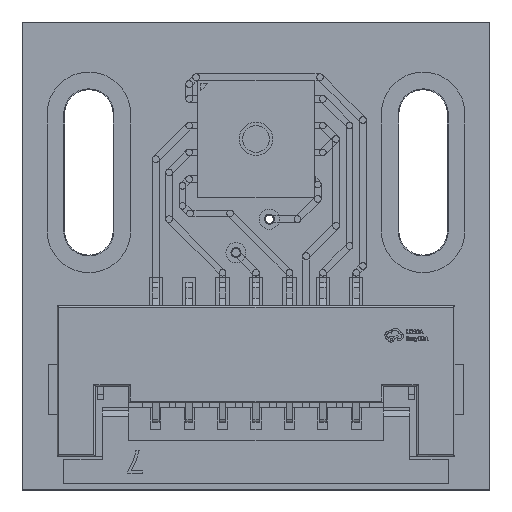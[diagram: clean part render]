
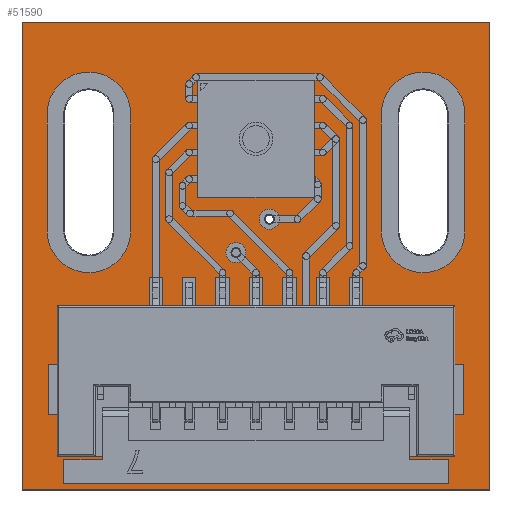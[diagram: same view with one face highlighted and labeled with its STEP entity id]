
A CAD part, top view. The second image highlights one B-rep face of the part: STEP entity #51590.
In plain terms, the highlighted planar face has unit normal (0, 0, 1).
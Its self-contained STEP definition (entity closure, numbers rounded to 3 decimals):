
#51373 = VERTEX_POINT('',#51374);
#51374 = CARTESIAN_POINT('',(7.,-10.5,0.8));
#51380 = EDGE_CURVE('',#51373,#51381,#51383,.T.);
#51381 = VERTEX_POINT('',#51382);
#51382 = CARTESIAN_POINT('',(-7.,-10.5,0.8));
#51383 = LINE('',#51384,#51385);
#51384 = CARTESIAN_POINT('',(7.,-10.5,0.8));
#51385 = VECTOR('',#51386,1.);
#51386 = DIRECTION('',(-1.,0.,0.));
#51413 = VERTEX_POINT('',#51414);
#51414 = CARTESIAN_POINT('',(7.,3.5,0.8));
#51420 = EDGE_CURVE('',#51413,#51373,#51421,.T.);
#51421 = LINE('',#51422,#51423);
#51422 = CARTESIAN_POINT('',(7.,3.5,0.8));
#51423 = VECTOR('',#51424,1.);
#51424 = DIRECTION('',(0.,-1.,0.));
#51442 = EDGE_CURVE('',#51381,#51443,#51445,.T.);
#51443 = VERTEX_POINT('',#51444);
#51444 = CARTESIAN_POINT('',(-7.,3.5,0.8));
#51445 = LINE('',#51446,#51447);
#51446 = CARTESIAN_POINT('',(-7.,-10.5,0.8));
#51447 = VECTOR('',#51448,1.);
#51448 = DIRECTION('',(0.,1.,0.));
#51590 = ADVANCED_FACE('',(#51591,#51602,#51613,#51624,#51660,#51671),
  #51707,.T.);
#51591 = FACE_BOUND('',#51592,.T.);
#51592 = EDGE_LOOP('',(#51593,#51594,#51595,#51601));
#51593 = ORIENTED_EDGE('',*,*,#51380,.F.);
#51594 = ORIENTED_EDGE('',*,*,#51420,.F.);
#51595 = ORIENTED_EDGE('',*,*,#51596,.F.);
#51596 = EDGE_CURVE('',#51443,#51413,#51597,.T.);
#51597 = LINE('',#51598,#51599);
#51598 = CARTESIAN_POINT('',(-7.,3.5,0.8));
#51599 = VECTOR('',#51600,1.);
#51600 = DIRECTION('',(1.,0.,0.));
#51601 = ORIENTED_EDGE('',*,*,#51442,.F.);
#51602 = FACE_BOUND('',#51603,.T.);
#51603 = EDGE_LOOP('',(#51604));
#51604 = ORIENTED_EDGE('',*,*,#51605,.T.);
#51605 = EDGE_CURVE('',#51606,#51606,#51608,.T.);
#51606 = VERTEX_POINT('',#51607);
#51607 = CARTESIAN_POINT('',(-2.,-6.35,0.8));
#51608 = CIRCLE('',#51609,0.15);
#51609 = AXIS2_PLACEMENT_3D('',#51610,#51611,#51612);
#51610 = CARTESIAN_POINT('',(-2.,-6.2,0.8));
#51611 = DIRECTION('',(-0.,0.,-1.));
#51612 = DIRECTION('',(-0.,-1.,0.));
#51613 = FACE_BOUND('',#51614,.T.);
#51614 = EDGE_LOOP('',(#51615));
#51615 = ORIENTED_EDGE('',*,*,#51616,.T.);
#51616 = EDGE_CURVE('',#51617,#51617,#51619,.T.);
#51617 = VERTEX_POINT('',#51618);
#51618 = CARTESIAN_POINT('',(-0.6,-3.55,0.8));
#51619 = CIRCLE('',#51620,0.15);
#51620 = AXIS2_PLACEMENT_3D('',#51621,#51622,#51623);
#51621 = CARTESIAN_POINT('',(-0.6,-3.4,0.8));
#51622 = DIRECTION('',(-0.,0.,-1.));
#51623 = DIRECTION('',(-0.,-1.,0.));
#51624 = FACE_BOUND('',#51625,.T.);
#51625 = EDGE_LOOP('',(#51626,#51637,#51645,#51654));
#51626 = ORIENTED_EDGE('',*,*,#51627,.T.);
#51627 = EDGE_CURVE('',#51628,#51630,#51632,.T.);
#51628 = VERTEX_POINT('',#51629);
#51629 = CARTESIAN_POINT('',(-5.75,0.75,0.8));
#51630 = VERTEX_POINT('',#51631);
#51631 = CARTESIAN_POINT('',(-4.25,0.75,0.8));
#51632 = CIRCLE('',#51633,0.75);
#51633 = AXIS2_PLACEMENT_3D('',#51634,#51635,#51636);
#51634 = CARTESIAN_POINT('',(-5.,0.75,0.8));
#51635 = DIRECTION('',(0.,-0.,-1.));
#51636 = DIRECTION('',(1.,0.,-0.));
#51637 = ORIENTED_EDGE('',*,*,#51638,.T.);
#51638 = EDGE_CURVE('',#51630,#51639,#51641,.T.);
#51639 = VERTEX_POINT('',#51640);
#51640 = CARTESIAN_POINT('',(-4.25,-2.75,0.8));
#51641 = LINE('',#51642,#51643);
#51642 = CARTESIAN_POINT('',(-4.25,-1.375,0.8));
#51643 = VECTOR('',#51644,1.);
#51644 = DIRECTION('',(0.,-1.,0.));
#51645 = ORIENTED_EDGE('',*,*,#51646,.T.);
#51646 = EDGE_CURVE('',#51639,#51647,#51649,.T.);
#51647 = VERTEX_POINT('',#51648);
#51648 = CARTESIAN_POINT('',(-5.75,-2.75,0.8));
#51649 = CIRCLE('',#51650,0.75);
#51650 = AXIS2_PLACEMENT_3D('',#51651,#51652,#51653);
#51651 = CARTESIAN_POINT('',(-5.,-2.75,0.8));
#51652 = DIRECTION('',(-0.,0.,-1.));
#51653 = DIRECTION('',(-1.,0.,0.));
#51654 = ORIENTED_EDGE('',*,*,#51655,.T.);
#51655 = EDGE_CURVE('',#51647,#51628,#51656,.T.);
#51656 = LINE('',#51657,#51658);
#51657 = CARTESIAN_POINT('',(-5.75,0.375,0.8));
#51658 = VECTOR('',#51659,1.);
#51659 = DIRECTION('',(-0.,1.,0.));
#51660 = FACE_BOUND('',#51661,.T.);
#51661 = EDGE_LOOP('',(#51662));
#51662 = ORIENTED_EDGE('',*,*,#51663,.T.);
#51663 = EDGE_CURVE('',#51664,#51664,#51666,.T.);
#51664 = VERTEX_POINT('',#51665);
#51665 = CARTESIAN_POINT('',(0.4,-2.55,0.8));
#51666 = CIRCLE('',#51667,0.15);
#51667 = AXIS2_PLACEMENT_3D('',#51668,#51669,#51670);
#51668 = CARTESIAN_POINT('',(0.4,-2.4,0.8));
#51669 = DIRECTION('',(-0.,0.,-1.));
#51670 = DIRECTION('',(-0.,-1.,0.));
#51671 = FACE_BOUND('',#51672,.T.);
#51672 = EDGE_LOOP('',(#51673,#51684,#51692,#51701));
#51673 = ORIENTED_EDGE('',*,*,#51674,.T.);
#51674 = EDGE_CURVE('',#51675,#51677,#51679,.T.);
#51675 = VERTEX_POINT('',#51676);
#51676 = CARTESIAN_POINT('',(5.75,-2.75,0.8));
#51677 = VERTEX_POINT('',#51678);
#51678 = CARTESIAN_POINT('',(4.25,-2.75,0.8));
#51679 = CIRCLE('',#51680,0.75);
#51680 = AXIS2_PLACEMENT_3D('',#51681,#51682,#51683);
#51681 = CARTESIAN_POINT('',(5.,-2.75,0.8));
#51682 = DIRECTION('',(-0.,0.,-1.));
#51683 = DIRECTION('',(-1.,0.,0.));
#51684 = ORIENTED_EDGE('',*,*,#51685,.T.);
#51685 = EDGE_CURVE('',#51677,#51686,#51688,.T.);
#51686 = VERTEX_POINT('',#51687);
#51687 = CARTESIAN_POINT('',(4.25,0.75,0.8));
#51688 = LINE('',#51689,#51690);
#51689 = CARTESIAN_POINT('',(4.25,0.375,0.8));
#51690 = VECTOR('',#51691,1.);
#51691 = DIRECTION('',(-0.,1.,0.));
#51692 = ORIENTED_EDGE('',*,*,#51693,.T.);
#51693 = EDGE_CURVE('',#51686,#51694,#51696,.T.);
#51694 = VERTEX_POINT('',#51695);
#51695 = CARTESIAN_POINT('',(5.75,0.75,0.8));
#51696 = CIRCLE('',#51697,0.75);
#51697 = AXIS2_PLACEMENT_3D('',#51698,#51699,#51700);
#51698 = CARTESIAN_POINT('',(5.,0.75,0.8));
#51699 = DIRECTION('',(0.,-0.,-1.));
#51700 = DIRECTION('',(1.,0.,-0.));
#51701 = ORIENTED_EDGE('',*,*,#51702,.T.);
#51702 = EDGE_CURVE('',#51694,#51675,#51703,.T.);
#51703 = LINE('',#51704,#51705);
#51704 = CARTESIAN_POINT('',(5.75,-1.375,0.8));
#51705 = VECTOR('',#51706,1.);
#51706 = DIRECTION('',(0.,-1.,0.));
#51707 = PLANE('',#51708);
#51708 = AXIS2_PLACEMENT_3D('',#51709,#51710,#51711);
#51709 = CARTESIAN_POINT('',(0.,0.,0.8));
#51710 = DIRECTION('',(0.,0.,1.));
#51711 = DIRECTION('',(1.,0.,-0.));
